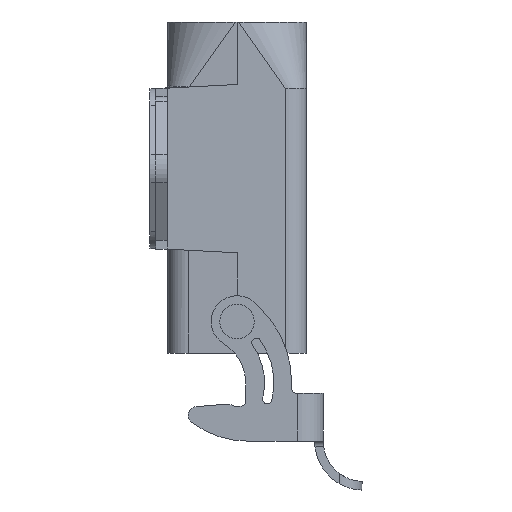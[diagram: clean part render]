
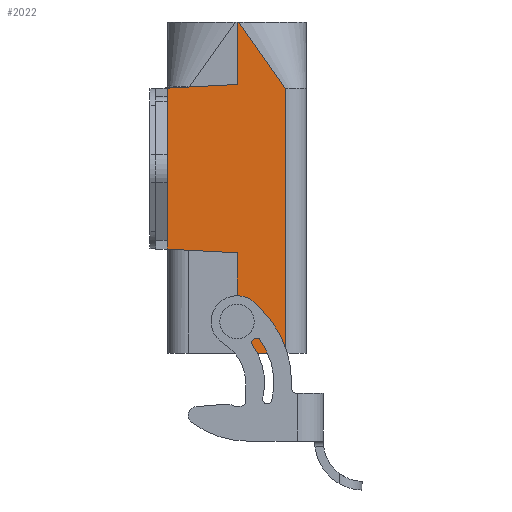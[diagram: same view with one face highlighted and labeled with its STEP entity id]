
A CAD part, left-side view. The second image highlights one B-rep face of the part: STEP entity #2022.
In plain terms, the highlighted planar face has unit normal (-1, -0.018, 0).
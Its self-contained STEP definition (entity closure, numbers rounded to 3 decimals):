
#1469=B_SPLINE_CURVE_WITH_KNOTS('',3,(#10419,#10420,#10421,#10422,#10423,
#10424,#10425,#10426,#10427,#10428,#10429,#10430,#10431,#10432,#10433,#10434,
#10435,#10436,#10437,#10438,#10439,#10440,#10441,#10442,#10443,#10444,#10445,
#10446,#10447,#10448,#10449,#10450,#10451,#10452),.UNSPECIFIED.,.F.,.F.,
(4,3,3,3,3,3,3,3,3,3,3,4),(0.,0.062,0.171,0.28,
0.389,0.497,0.605,0.714,
0.781,0.889,0.998,1.),.UNSPECIFIED.);
#2022=ADVANCED_FACE('',(#2532),#2244,.T.);
#2244=PLANE('',#8042);
#2532=FACE_OUTER_BOUND('',#2903,.T.);
#2903=EDGE_LOOP('',(#4670,#4671,#4672,#4673,#4674,#4675,#4676,#4677,#4678,
#4679,#4680,#4681,#4682,#4683,#4684));
#4670=ORIENTED_EDGE('',*,*,#6154,.T.);
#4671=ORIENTED_EDGE('',*,*,#5662,.T.);
#4672=ORIENTED_EDGE('',*,*,#5654,.T.);
#4673=ORIENTED_EDGE('',*,*,#5651,.T.);
#4674=ORIENTED_EDGE('',*,*,#6162,.T.);
#4675=ORIENTED_EDGE('',*,*,#5633,.T.);
#4676=ORIENTED_EDGE('',*,*,#6163,.T.);
#4677=ORIENTED_EDGE('',*,*,#5713,.T.);
#4678=ORIENTED_EDGE('',*,*,#5743,.T.);
#4679=ORIENTED_EDGE('',*,*,#5741,.T.);
#4680=ORIENTED_EDGE('',*,*,#6158,.F.);
#4681=ORIENTED_EDGE('',*,*,#5647,.T.);
#4682=ORIENTED_EDGE('',*,*,#5639,.T.);
#4683=ORIENTED_EDGE('',*,*,#5672,.T.);
#4684=ORIENTED_EDGE('',*,*,#5663,.T.);
#4991=VERTEX_POINT('',#10453);
#4992=VERTEX_POINT('',#10454);
#4997=VERTEX_POINT('',#10510);
#4998=VERTEX_POINT('',#10512);
#5003=VERTEX_POINT('',#10615);
#5006=VERTEX_POINT('',#10622);
#5007=VERTEX_POINT('',#10624);
#5009=VERTEX_POINT('',#10630);
#5014=VERTEX_POINT('',#10642);
#5015=VERTEX_POINT('',#10647);
#5016=VERTEX_POINT('',#10648);
#5056=VERTEX_POINT('',#10899);
#5057=VERTEX_POINT('',#10901);
#5075=VERTEX_POINT('',#10963);
#5076=VERTEX_POINT('',#10965);
#5633=EDGE_CURVE('',#4991,#4992,#1469,.T.);
#5639=EDGE_CURVE('',#4998,#4997,#6325,.T.);
#5647=EDGE_CURVE('',#5003,#4998,#6329,.T.);
#5651=EDGE_CURVE('',#5007,#5006,#6332,.T.);
#5654=EDGE_CURVE('',#5009,#5007,#6335,.T.);
#5662=EDGE_CURVE('',#5014,#5009,#6343,.T.);
#5663=EDGE_CURVE('',#5015,#5016,#6344,.T.);
#5672=EDGE_CURVE('',#4997,#5015,#6352,.T.);
#5713=EDGE_CURVE('',#5057,#5056,#6375,.T.);
#5741=EDGE_CURVE('',#5076,#5075,#6394,.T.);
#5743=EDGE_CURVE('',#5056,#5076,#6395,.T.);
#6154=EDGE_CURVE('',#5016,#5014,#6742,.T.);
#6158=EDGE_CURVE('',#5003,#5075,#6743,.T.);
#6162=EDGE_CURVE('',#5006,#4991,#6746,.T.);
#6163=EDGE_CURVE('',#4992,#5057,#6747,.T.);
#6325=LINE('',#10511,#6902);
#6329=LINE('',#10614,#6906);
#6332=LINE('',#10623,#6909);
#6335=LINE('',#10629,#6912);
#6343=LINE('',#10644,#6920);
#6344=LINE('',#10646,#6921);
#6352=LINE('',#10673,#6929);
#6375=LINE('',#10900,#6952);
#6394=LINE('',#10964,#6971);
#6395=LINE('',#10973,#6972);
#6742=LINE('',#12374,#7319);
#6743=LINE('',#12385,#7320);
#6746=LINE('',#12438,#7323);
#6747=LINE('',#12439,#7324);
#6902=VECTOR('',#8694,1.);
#6906=VECTOR('',#8700,1.);
#6909=VECTOR('',#8707,1.);
#6912=VECTOR('',#8712,1.);
#6920=VECTOR('',#8722,1.);
#6921=VECTOR('',#8725,1.);
#6929=VECTOR('',#8735,1.);
#6952=VECTOR('',#8784,1.);
#6971=VECTOR('',#8831,1.);
#6972=VECTOR('',#8834,1.);
#7319=VECTOR('',#9565,1.);
#7320=VECTOR('',#9580,1.);
#7323=VECTOR('',#9587,1.);
#7324=VECTOR('',#9588,1.);
#8042=AXIS2_PLACEMENT_3D('',#12440,#9589,#9590);
#8694=DIRECTION('',(-0.017,0.998,-0.052));
#8700=DIRECTION('',(0.,0.,-1.));
#8707=DIRECTION('',(0.017,-0.998,-0.052));
#8712=DIRECTION('',(0.017,-1.,0.));
#8722=DIRECTION('',(0.,0.,-1.));
#8725=DIRECTION('',(0.,0.,-1.));
#8735=DIRECTION('',(-0.017,1.,0.));
#8784=DIRECTION('',(0.017,-1.,0.));
#8831=DIRECTION('',(-0.01,0.576,0.817));
#8834=DIRECTION('',(0.,0.,1.));
#9565=DIRECTION('',(0.,0.,-1.));
#9580=DIRECTION('',(0.017,-1.,0.));
#9587=DIRECTION('',(0.,0.,-1.));
#9588=DIRECTION('',(0.,0.,-1.));
#9589=DIRECTION('',(-1.,-0.017,0.));
#9590=DIRECTION('',(0.017,-1.,0.));
#10419=CARTESIAN_POINT('',(-11.985,0.,-4.272));
#10420=CARTESIAN_POINT('',(-11.984,-0.07,-4.273));
#10421=CARTESIAN_POINT('',(-11.983,-0.14,-4.281));
#10422=CARTESIAN_POINT('',(-11.982,-0.208,-4.296));
#10423=CARTESIAN_POINT('',(-11.98,-0.326,-4.321));
#10424=CARTESIAN_POINT('',(-11.978,-0.442,-4.367));
#10425=CARTESIAN_POINT('',(-11.976,-0.546,-4.43));
#10426=CARTESIAN_POINT('',(-11.974,-0.649,-4.493));
#10427=CARTESIAN_POINT('',(-11.972,-0.743,-4.575));
#10428=CARTESIAN_POINT('',(-11.971,-0.819,-4.669));
#10429=CARTESIAN_POINT('',(-11.97,-0.896,-4.762));
#10430=CARTESIAN_POINT('',(-11.969,-0.957,-4.87));
#10431=CARTESIAN_POINT('',(-11.968,-0.998,-4.984));
#10432=CARTESIAN_POINT('',(-11.967,-1.039,-5.097));
#10433=CARTESIAN_POINT('',(-11.967,-1.061,-5.219));
#10434=CARTESIAN_POINT('',(-11.967,-1.063,-5.34));
#10435=CARTESIAN_POINT('',(-11.967,-1.064,-5.46));
#10436=CARTESIAN_POINT('',(-11.967,-1.044,-5.582));
#10437=CARTESIAN_POINT('',(-11.968,-1.005,-5.696));
#10438=CARTESIAN_POINT('',(-11.968,-0.967,-5.81));
#10439=CARTESIAN_POINT('',(-11.969,-0.908,-5.919));
#10440=CARTESIAN_POINT('',(-11.971,-0.833,-6.014));
#10441=CARTESIAN_POINT('',(-11.972,-0.787,-6.073));
#10442=CARTESIAN_POINT('',(-11.973,-0.734,-6.128));
#10443=CARTESIAN_POINT('',(-11.974,-0.676,-6.176));
#10444=CARTESIAN_POINT('',(-11.975,-0.583,-6.254));
#10445=CARTESIAN_POINT('',(-11.977,-0.476,-6.316));
#10446=CARTESIAN_POINT('',(-11.979,-0.363,-6.359));
#10447=CARTESIAN_POINT('',(-11.981,-0.25,-6.401));
#10448=CARTESIAN_POINT('',(-11.983,-0.128,-6.425));
#10449=CARTESIAN_POINT('',(-11.985,-0.007,-6.428));
#10450=CARTESIAN_POINT('',(-11.985,-0.005,-6.428));
#10451=CARTESIAN_POINT('',(-11.985,-0.002,-6.428));
#10452=CARTESIAN_POINT('',(-11.985,0.,-6.428));
#10453=CARTESIAN_POINT('',(-11.985,0.,-4.272));
#10454=CARTESIAN_POINT('',(-11.985,0.,-6.428));
#10510=CARTESIAN_POINT('',(-12.196,12.05,35.25));
#10511=CARTESIAN_POINT('',(-11.985,0.,35.882));
#10512=CARTESIAN_POINT('',(-11.985,0.,35.882));
#10614=CARTESIAN_POINT('',(-11.985,0.,46.25));
#10615=CARTESIAN_POINT('',(-11.985,0.,46.75));
#10622=CARTESIAN_POINT('',(-11.985,0.,6.618));
#10623=CARTESIAN_POINT('',(-12.196,12.05,7.25));
#10624=CARTESIAN_POINT('',(-12.196,12.05,7.25));
#10629=CARTESIAN_POINT('',(-12.197,12.15,7.25));
#10630=CARTESIAN_POINT('',(-12.197,12.15,7.25));
#10642=CARTESIAN_POINT('',(-12.197,12.15,8.75));
#10644=CARTESIAN_POINT('',(-12.197,12.15,8.76));
#10646=CARTESIAN_POINT('',(-12.197,12.15,35.25));
#10647=CARTESIAN_POINT('',(-12.197,12.15,35.25));
#10648=CARTESIAN_POINT('',(-12.197,12.15,33.75));
#10673=CARTESIAN_POINT('',(-12.196,12.05,35.25));
#10899=CARTESIAN_POINT('',(-11.838,-8.415,-10.85));
#10900=CARTESIAN_POINT('',(-11.985,0.,-10.85));
#10901=CARTESIAN_POINT('',(-11.985,0.,-10.85));
#10963=CARTESIAN_POINT('',(-11.98,-0.309,46.75));
#10964=CARTESIAN_POINT('',(-11.838,-8.415,35.25));
#10965=CARTESIAN_POINT('',(-11.838,-8.415,35.25));
#10973=CARTESIAN_POINT('',(-11.838,-8.415,-10.85));
#12374=CARTESIAN_POINT('',(-12.197,12.15,5.75));
#12385=CARTESIAN_POINT('',(-11.754,-13.226,46.75));
#12438=CARTESIAN_POINT('',(-11.985,0.,-7.85));
#12439=CARTESIAN_POINT('',(-11.985,0.,-7.85));
#12440=CARTESIAN_POINT('',(-12.238,14.45,-11.15));
